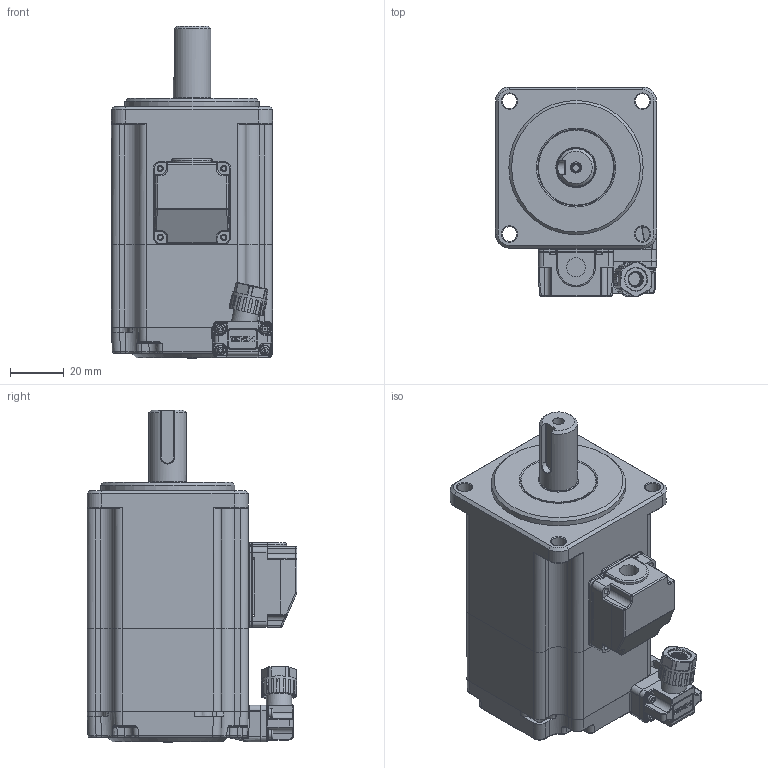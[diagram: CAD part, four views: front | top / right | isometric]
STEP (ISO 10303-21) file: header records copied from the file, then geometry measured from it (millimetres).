
FILE_DESCRIPTION (( 'STEP AP203' ), '1' );
FILE_NAME ('MF5H-60CM30BZ1-502.STEP', '2023-06-01T01:44:07', ( '' ), ( '' ), 'SwSTEP 2.0', 'SolidWorks 2022', '' );
FILE_SCHEMA (( 'CONFIG_CONTROL_DESIGN' ));
Length unit declared in the file: millimetre
Products named in the file (1): MF5H-60CM30BZ1-502
Bounding box: 60 x 78.1 x 123.65 mm (x, y, z)
Surface area: 37814.8 mm2 (no closed solid volume)
Topology: 0 solids, 18 shells, 801 faces, 2582 edges, 1734 vertices
Faces by surface type: plane 281, cylinder 280, torus 93, bspline 91, cone 45, sphere 11
Full cylindrical faces by diameter (mm): 2.3 x4, 3.3 x4, 3.5 x3, 3.9 x4, 4.2 x1, 5 x4, 5.5 x9, 7.1 x1, 9.4 x1, 11.7 x1, 14 x1, 15 x1, 28 x1, 50 x1
Entity records: 38508 total; most frequent: CARTESIAN_POINT 18248, ORIENTED_EDGE 4127, DIRECTION 3669, EDGE_CURVE 2431, VERTEX_POINT 1695, AXIS2_PLACEMENT_3D 1289, VECTOR 1091, LINE 1091
